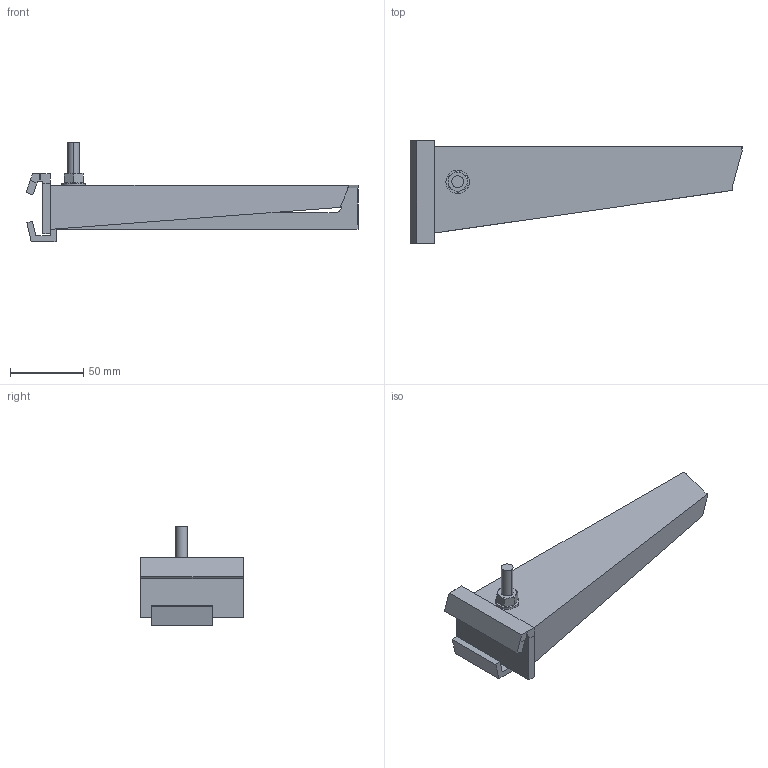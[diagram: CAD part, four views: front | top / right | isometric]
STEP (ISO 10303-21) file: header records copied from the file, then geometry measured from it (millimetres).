
FILE_DESCRIPTION (( 'STEP AP214' ), '1' );
FILE_NAME ('6419382.stp', '2020-09-21T12:19:17', ( '' ), ( '' ), 'SwSTEP 2.0', 'SolidWorks 2020', '' );
FILE_SCHEMA (( 'AUTOMOTIVE_DESIGN' ));
Length unit declared in the file: millimetre
Products named in the file (7): 6419382; 106683_5 x 70 x 41; 039726_Formteil AW-AS 30-210; hex nut style 1 gradeab_din_Hexagon Nut ISO 4032 - M8 - D - C; plain washer grade a_din_Washer DIN 125 - A 8.4; 109489_Klemmlasche; KTS 14.002-029_M8x35
Assembly tree (6 placements, depth 2):
  6419382
    039726_Formteil AW-AS 30-210
    106683_5 x 70 x 41
    109489_Klemmlasche
    KTS 14.002-029_M8x35
    plain washer grade a_din_Washer DIN 125 - A 8.4
    hex nut style 1 gradeab_din_Hexagon Nut ISO 4032 - M8 - D - C
Bounding box: 226.52 x 70 x 68 mm (x, y, z)
Volume: 63450.1 mm3; surface area: 56990.4 mm2
Topology: 6 solids, 6 shells, 134 faces, 338 edges, 217 vertices
Faces by surface type: plane 83, cylinder 31, cone 16, bspline 2, sphere 2
Entity records: 4490 total; most frequent: CARTESIAN_POINT 950, ORIENTED_EDGE 676, DIRECTION 666, EDGE_CURVE 338, AXIS2_PLACEMENT_3D 223, LINE 220, VECTOR 220, VERTEX_POINT 217
